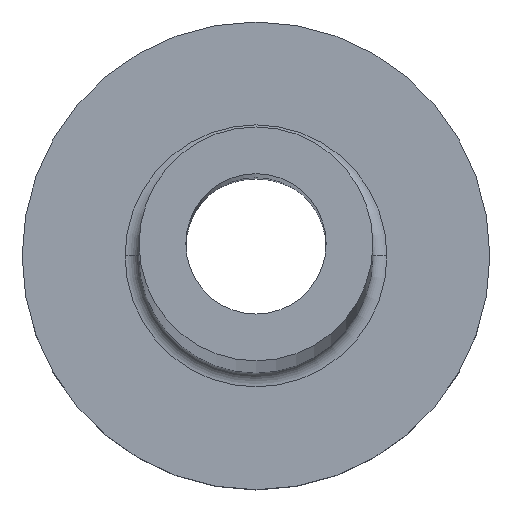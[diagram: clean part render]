
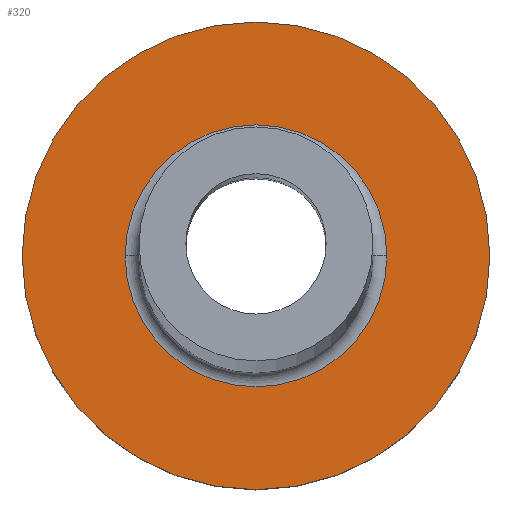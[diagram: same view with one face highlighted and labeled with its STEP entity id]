
A CAD part, top view. The second image highlights one B-rep face of the part: STEP entity #320.
In plain terms, the highlighted planar face has unit normal (0, 0, 1).
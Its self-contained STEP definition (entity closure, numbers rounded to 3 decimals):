
#3 = VERTEX_POINT ( 'NONE', #208 ) ;
#8 = VERTEX_POINT ( 'NONE', #416 ) ;
#15 = CARTESIAN_POINT ( 'NONE',  ( 0., 0., 3. ) ) ;
#19 = DIRECTION ( 'NONE',  ( 1., 0., 0. ) ) ;
#21 = VERTEX_POINT ( 'NONE', #308 ) ;
#25 = EDGE_LOOP ( 'NONE', ( #200, #405 ) ) ;
#31 = EDGE_LOOP ( 'NONE', ( #143, #99 ) ) ;
#34 = CIRCLE ( 'NONE', #90, 2.8 ) ;
#49 = DIRECTION ( 'NONE',  ( 0., 0., 1. ) ) ;
#79 = FACE_BOUND ( 'NONE', #25, .T. ) ;
#85 = DIRECTION ( 'NONE',  ( 1., 0., 0. ) ) ;
#90 = AXIS2_PLACEMENT_3D ( 'NONE', #321, #298, #442 ) ;
#99 = ORIENTED_EDGE ( 'NONE', *, *, #225, .T. ) ;
#121 = DIRECTION ( 'NONE',  ( 1., 0., 0. ) ) ;
#143 = ORIENTED_EDGE ( 'NONE', *, *, #429, .T. ) ;
#182 = CARTESIAN_POINT ( 'NONE',  ( -5., 0., 3. ) ) ;
#199 = DIRECTION ( 'NONE',  ( 0., 0., -1. ) ) ;
#200 = ORIENTED_EDGE ( 'NONE', *, *, #450, .T. ) ;
#203 = CARTESIAN_POINT ( 'NONE',  ( 0., 0., 3. ) ) ;
#208 = CARTESIAN_POINT ( 'NONE',  ( 2.8, 0., 3. ) ) ;
#210 = AXIS2_PLACEMENT_3D ( 'NONE', #203, #267, #85 ) ;
#218 = CIRCLE ( 'NONE', #281, 5. ) ;
#225 = EDGE_CURVE ( 'NONE', #21, #393, #218, .T. ) ;
#256 = CIRCLE ( 'NONE', #210, 5. ) ;
#267 = DIRECTION ( 'NONE',  ( 0., 0., 1. ) ) ;
#281 = AXIS2_PLACEMENT_3D ( 'NONE', #352, #49, #19 ) ;
#298 = DIRECTION ( 'NONE',  ( 0., 0., -1. ) ) ;
#308 = CARTESIAN_POINT ( 'NONE',  ( 5., 0., 3. ) ) ;
#320 = ADVANCED_FACE ( 'NONE', ( #79, #402 ), #367, .T. ) ;
#321 = CARTESIAN_POINT ( 'NONE',  ( 0., 0., 3. ) ) ;
#352 = CARTESIAN_POINT ( 'NONE',  ( 0., 0., 3. ) ) ;
#367 = PLANE ( 'NONE',  #410 ) ;
#378 = CIRCLE ( 'NONE', #444, 2.8 ) ;
#393 = VERTEX_POINT ( 'NONE', #182 ) ;
#395 = EDGE_CURVE ( 'NONE', #8, #3, #34, .T. ) ;
#402 = FACE_OUTER_BOUND ( 'NONE', #31, .T. ) ;
#405 = ORIENTED_EDGE ( 'NONE', *, *, #395, .T. ) ;
#407 = CARTESIAN_POINT ( 'NONE',  ( 0., 0., 3. ) ) ;
#410 = AXIS2_PLACEMENT_3D ( 'NONE', #15, #411, #440 ) ;
#411 = DIRECTION ( 'NONE',  ( 0., 0., 1. ) ) ;
#416 = CARTESIAN_POINT ( 'NONE',  ( -2.8, 0., 3. ) ) ;
#429 = EDGE_CURVE ( 'NONE', #393, #21, #256, .T. ) ;
#440 = DIRECTION ( 'NONE',  ( 1., 0., 0. ) ) ;
#442 = DIRECTION ( 'NONE',  ( 1., 0., 0. ) ) ;
#444 = AXIS2_PLACEMENT_3D ( 'NONE', #407, #199, #121 ) ;
#450 = EDGE_CURVE ( 'NONE', #3, #8, #378, .T. ) ;
